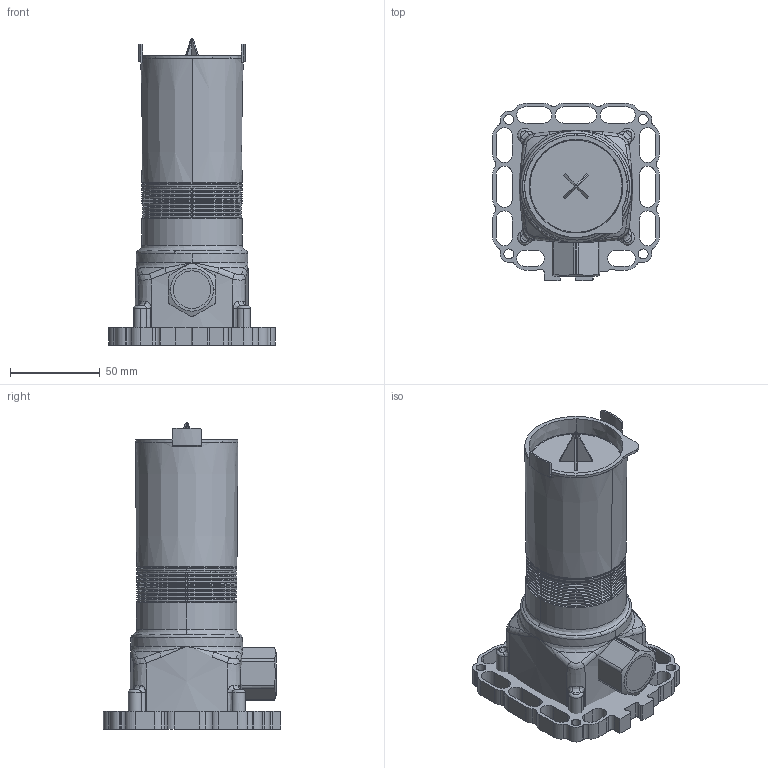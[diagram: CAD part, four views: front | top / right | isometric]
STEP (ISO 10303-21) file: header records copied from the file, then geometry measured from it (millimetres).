
FILE_DESCRIPTION (( 'STEP AP203' ), '1' );
FILE_NAME ('204220+44040100.STEP', '2019-02-20T06:52:41', ( '' ), ( '' ), 'SwSTEP 2.0', 'SolidWorks 2016', '' );
FILE_SCHEMA (( 'CONFIG_CONTROL_DESIGN' ));
Length unit declared in the file: millimetre
Products named in the file (1): 204220+44040100
Bounding box: 93 x 98.9 x 171 mm (x, y, z)
Volume: 369683.2 mm3; surface area: 105654.1 mm2
Topology: 5 solids, 6 shells, 525 faces, 1473 edges, 956 vertices
Faces by surface type: plane 158, cone 155, cylinder 127, bspline 85
Entity records: 23526 total; most frequent: CARTESIAN_POINT 10356, ORIENTED_EDGE 2930, DIRECTION 2614, EDGE_CURVE 1465, AXIS2_PLACEMENT_3D 1085, VERTEX_POINT 956, CIRCLE 644, EDGE_LOOP 565
